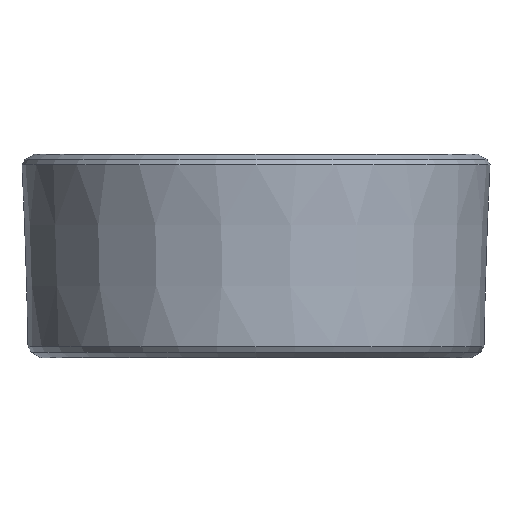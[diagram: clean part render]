
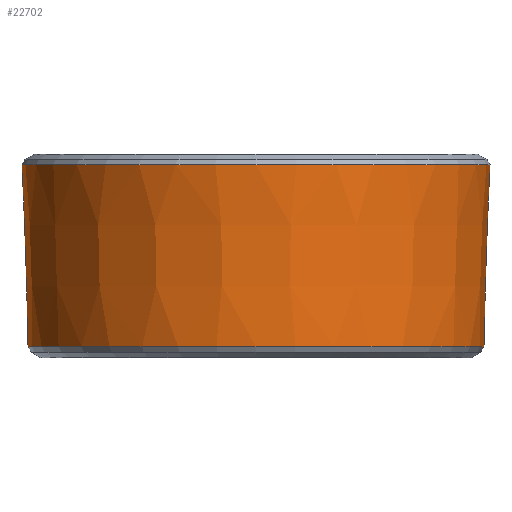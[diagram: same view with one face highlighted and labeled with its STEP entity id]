
A CAD part, left-side view. The second image highlights one B-rep face of the part: STEP entity #22702.
In plain terms, the highlighted conical face has half-angle 1.9 degrees and reference radius 28.384 mm.
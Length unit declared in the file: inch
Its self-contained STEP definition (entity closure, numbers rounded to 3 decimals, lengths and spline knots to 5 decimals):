
#27=CONICAL_SURFACE('',#23600,1.1175,0.033);
#3274=FACE_OUTER_BOUND('',#4601,.T.);
#4601=EDGE_LOOP('',(#21433,#21434,#21435,#21436));
#7048=LINE('',#39309,#9494);
#9494=VECTOR('',#27792,1.1175);
#9546=CIRCLE('',#23589,1.11933);
#9548=CIRCLE('',#23594,1.14898);
#11699=VERTEX_POINT('',#39245);
#11701=VERTEX_POINT('',#39254);
#14936=EDGE_CURVE('',#11699,#11699,#9546,.T.);
#14939=EDGE_CURVE('',#11701,#11701,#9548,.T.);
#14959=EDGE_CURVE('',#11701,#11699,#7048,.T.);
#21433=ORIENTED_EDGE('',*,*,#14939,.F.);
#21434=ORIENTED_EDGE('',*,*,#14959,.T.);
#21435=ORIENTED_EDGE('',*,*,#14936,.F.);
#21436=ORIENTED_EDGE('',*,*,#14959,.F.);
#22702=ADVANCED_FACE('',(#3274),#27,.T.);
#23589=AXIS2_PLACEMENT_3D('',#39247,#27755,#27756);
#23594=AXIS2_PLACEMENT_3D('',#39255,#27766,#27767);
#23600=AXIS2_PLACEMENT_3D('',#39308,#27790,#27791);
#27755=DIRECTION('center_axis',(0.,0.,-1.));
#27756=DIRECTION('ref_axis',(-1.,0.,0.));
#27766=DIRECTION('center_axis',(0.,0.,1.));
#27767=DIRECTION('ref_axis',(-1.,0.,0.));
#27790=DIRECTION('center_axis',(0.,0.,1.));
#27791=DIRECTION('ref_axis',(-1.,0.,0.));
#27792=DIRECTION('',(-0.033,0.,-0.999));
#39245=CARTESIAN_POINT('',(1.11933,0.,0.05513));
#39247=CARTESIAN_POINT('Origin',(0.,0.,0.05513));
#39254=CARTESIAN_POINT('',(1.14898,0.,0.94881));
#39255=CARTESIAN_POINT('Origin',(0.,0.,0.94881));
#39308=CARTESIAN_POINT('Origin',(0.,0.,0.));
#39309=CARTESIAN_POINT('',(1.1175,0.,0.));
